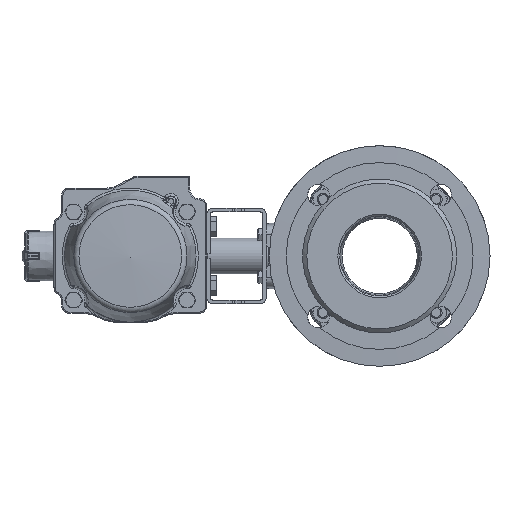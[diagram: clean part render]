
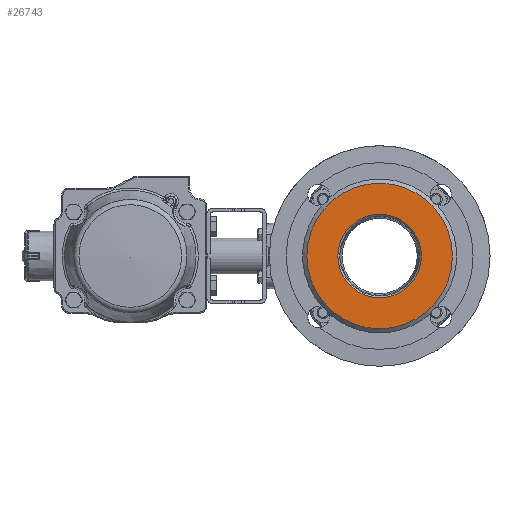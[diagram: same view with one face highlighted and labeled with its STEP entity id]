
A CAD part, left-side view. The second image highlights one B-rep face of the part: STEP entity #26743.
In plain terms, the highlighted planar face has unit normal (-1, 0, 0).
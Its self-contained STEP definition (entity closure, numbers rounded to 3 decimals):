
#2149=PLANE('',#29279);
#8598=ORIENTED_EDGE('',*,*,#13571,.F.);
#8599=ORIENTED_EDGE('',*,*,#13572,.T.);
#13571=EDGE_CURVE('',#17574,#17574,#20132,.T.);
#13572=EDGE_CURVE('',#17575,#17575,#20133,.T.);
#17574=VERTEX_POINT('',#38823);
#17575=VERTEX_POINT('',#38826);
#20132=CIRCLE('',#28332,61.);
#20133=CIRCLE('',#28334,35.);
#22256=EDGE_LOOP('',(#8598));
#22257=EDGE_LOOP('',(#8599));
#24269=FACE_BOUND('',#22256,.T.);
#24270=FACE_BOUND('',#22257,.T.);
#26743=ADVANCED_FACE('',(#24269,#24270),#2149,.F.);
#28332=AXIS2_PLACEMENT_3D('',#38822,#31327,#31328);
#28334=AXIS2_PLACEMENT_3D('',#38825,#31331,#31332);
#29279=AXIS2_PLACEMENT_3D('',#52955,#33587,#33588);
#31327=DIRECTION('',(1.,0.,0.));
#31328=DIRECTION('',(0.,0.,-1.));
#31331=DIRECTION('',(1.,0.,0.));
#31332=DIRECTION('',(0.,0.,-1.));
#33587=DIRECTION('',(1.,0.,0.));
#33588=DIRECTION('',(0.,0.,1.));
#38822=CARTESIAN_POINT('',(-92.,0.,0.));
#38823=CARTESIAN_POINT('',(-92.,0.,-61.));
#38825=CARTESIAN_POINT('',(-92.,0.,0.));
#38826=CARTESIAN_POINT('',(-92.,0.,-35.));
#52955=CARTESIAN_POINT('',(-92.,-61.,0.));
